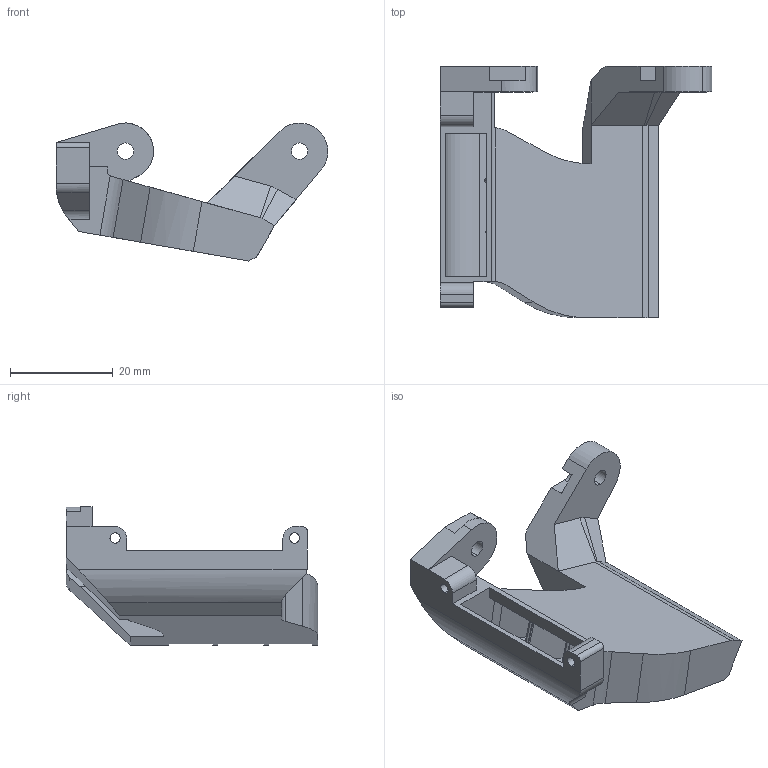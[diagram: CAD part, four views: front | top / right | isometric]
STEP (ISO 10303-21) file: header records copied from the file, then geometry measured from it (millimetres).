
FILE_DESCRIPTION (( 'STEP AP214' ), '1' );
FILE_NAME ('Hemera_PCF_Duct_-_V6.STEP', '2021-08-15T09:27:13', ( '' ), ( '' ), 'SwSTEP 2.0', 'SolidWorks 2020', '' );
FILE_SCHEMA (( 'AUTOMOTIVE_DESIGN' ));
Length unit declared in the file: millimetre
Products named in the file (1): Hemera_PCF_Duct_-_V6
Bounding box: 53 x 49 x 26.93 mm (x, y, z)
Volume: 8503.6 mm3; surface area: 9959.6 mm2
Topology: 1 solids, 1 shells, 127 faces, 389 edges, 259 vertices
Faces by surface type: plane 69, cylinder 50, bspline 8
Entity records: 4617 total; most frequent: CARTESIAN_POINT 1155, ORIENTED_EDGE 778, DIRECTION 653, EDGE_CURVE 389, VERTEX_POINT 259, LINE 259, VECTOR 259, AXIS2_PLACEMENT_3D 197
